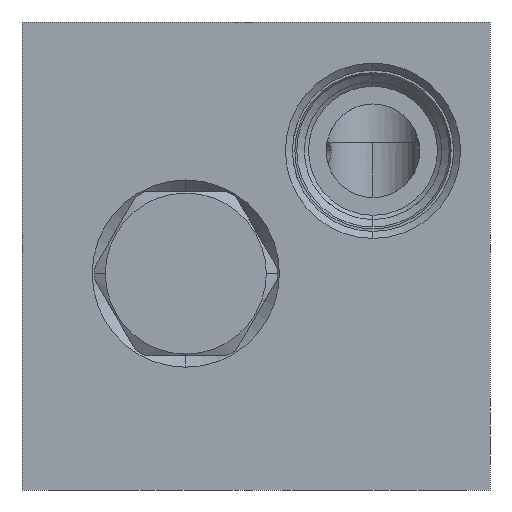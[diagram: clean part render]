
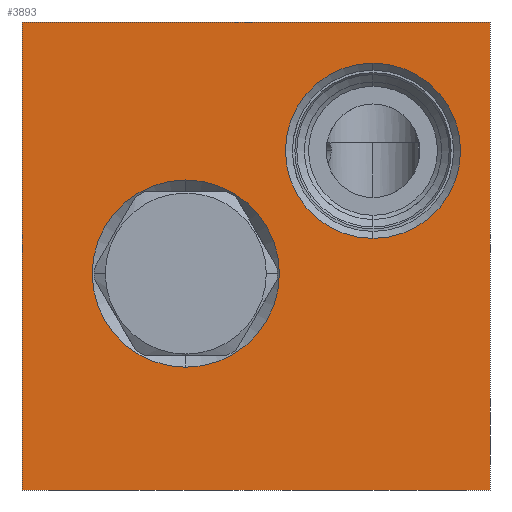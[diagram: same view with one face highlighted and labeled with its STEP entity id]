
A CAD part, front view. The second image highlights one B-rep face of the part: STEP entity #3893.
In plain terms, the highlighted planar face has unit normal (0, -1, 0).
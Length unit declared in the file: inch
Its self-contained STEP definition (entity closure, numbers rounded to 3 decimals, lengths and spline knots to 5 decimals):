
#5=DIRECTION('',(1.,0.,0.));
#6=VECTOR('',#5,2.5);
#7=CARTESIAN_POINT('',(0.,-4.,0.));
#8=LINE('',#7,#6);
#115=DIRECTION('',(0.,0.,1.));
#116=VECTOR('',#115,2.5);
#117=CARTESIAN_POINT('',(2.5,-4.,0.));
#118=LINE('',#117,#116);
#139=DIRECTION('',(0.,0.,1.));
#140=VECTOR('',#139,2.5);
#141=CARTESIAN_POINT('',(0.,-4.,0.));
#142=LINE('',#141,#140);
#143=CARTESIAN_POINT('',(1.875,-4.,1.812));
#144=DIRECTION('',(0.,1.,0.));
#145=DIRECTION('',(0.,0.,-1.));
#146=AXIS2_PLACEMENT_3D('',#143,#144,#145);
#148=CARTESIAN_POINT('',(1.875,-4.,1.812));
#149=DIRECTION('',(0.,1.,0.));
#150=DIRECTION('',(0.,0.,1.));
#151=AXIS2_PLACEMENT_3D('',#148,#149,#150);
#153=CARTESIAN_POINT('',(0.875,-4.,1.156));
#154=DIRECTION('',(0.,1.,0.));
#155=DIRECTION('',(0.,0.,-1.));
#156=AXIS2_PLACEMENT_3D('',#153,#154,#155);
#158=CARTESIAN_POINT('',(0.875,-4.,1.156));
#159=DIRECTION('',(0.,1.,0.));
#160=DIRECTION('',(0.,0.,1.));
#161=AXIS2_PLACEMENT_3D('',#158,#159,#160);
#175=DIRECTION('',(1.,0.,0.));
#176=VECTOR('',#175,2.5);
#177=CARTESIAN_POINT('',(0.,-4.,2.5));
#178=LINE('',#177,#176);
#3260=CARTESIAN_POINT('',(0.,-4.,0.));
#3262=VERTEX_POINT('',#3260);
#3263=CARTESIAN_POINT('',(2.5,-4.,0.));
#3264=VERTEX_POINT('',#3263);
#3268=CARTESIAN_POINT('',(0.,-4.,2.5));
#3270=VERTEX_POINT('',#3268);
#3271=CARTESIAN_POINT('',(2.5,-4.,2.5));
#3272=VERTEX_POINT('',#3271);
#3558=CARTESIAN_POINT('',(1.875,-4.,1.344));
#3559=CARTESIAN_POINT('',(1.875,-4.,2.28));
#3560=VERTEX_POINT('',#3558);
#3561=VERTEX_POINT('',#3559);
#3628=CARTESIAN_POINT('',(0.875,-4.,0.656));
#3629=CARTESIAN_POINT('',(0.875,-4.,1.656));
#3630=VERTEX_POINT('',#3628);
#3631=VERTEX_POINT('',#3629);
#3869=CARTESIAN_POINT('',(0.,-4.,0.));
#3870=DIRECTION('',(0.,-1.,0.));
#3871=DIRECTION('',(1.,0.,0.));
#3872=AXIS2_PLACEMENT_3D('',#3869,#3870,#3871);
#3873=PLANE('',#3872);
#3874=ORIENTED_EDGE('',*,*,#3751,.F.);
#3875=ORIENTED_EDGE('',*,*,#3800,.T.);
#3877=ORIENTED_EDGE('',*,*,#3876,.T.);
#3878=ORIENTED_EDGE('',*,*,#3849,.F.);
#3879=EDGE_LOOP('',(#3874,#3875,#3877,#3878));
#3880=FACE_OUTER_BOUND('',#3879,.F.);
#3882=ORIENTED_EDGE('',*,*,#3881,.F.);
#3884=ORIENTED_EDGE('',*,*,#3883,.F.);
#3885=EDGE_LOOP('',(#3882,#3884));
#3886=FACE_BOUND('',#3885,.F.);
#3888=ORIENTED_EDGE('',*,*,#3887,.F.);
#3890=ORIENTED_EDGE('',*,*,#3889,.F.);
#3891=EDGE_LOOP('',(#3888,#3890));
#3892=FACE_BOUND('',#3891,.F.);
#3893=ADVANCED_FACE('',(#3880,#3886,#3892),#3873,.T.);
#147=CIRCLE('',#146,0.468);
#152=CIRCLE('',#151,0.468);
#157=CIRCLE('',#156,0.5);
#162=CIRCLE('',#161,0.5);
#3751=EDGE_CURVE('',#3262,#3264,#8,.T.);
#3800=EDGE_CURVE('',#3262,#3270,#142,.T.);
#3849=EDGE_CURVE('',#3264,#3272,#118,.T.);
#3876=EDGE_CURVE('',#3270,#3272,#178,.T.);
#3881=EDGE_CURVE('',#3560,#3561,#147,.T.);
#3883=EDGE_CURVE('',#3561,#3560,#152,.T.);
#3887=EDGE_CURVE('',#3630,#3631,#157,.T.);
#3889=EDGE_CURVE('',#3631,#3630,#162,.T.);
